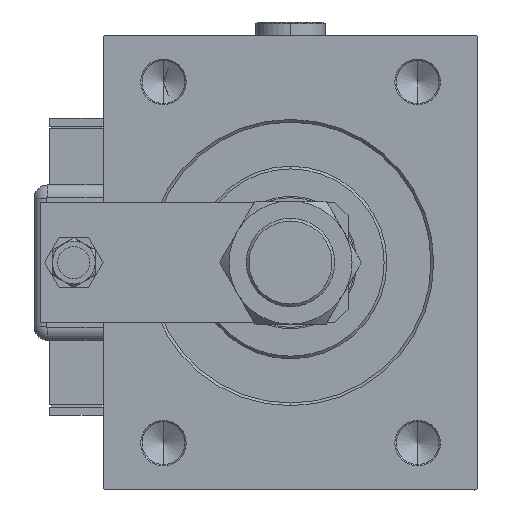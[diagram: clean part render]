
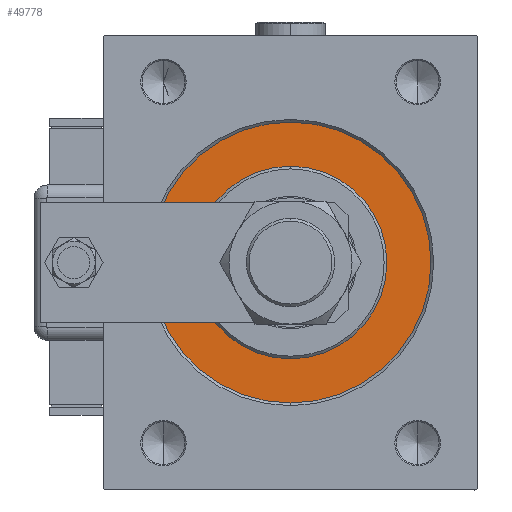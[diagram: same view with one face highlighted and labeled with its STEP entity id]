
A CAD part, left-side view. The second image highlights one B-rep face of the part: STEP entity #49778.
In plain terms, the highlighted face is planar.
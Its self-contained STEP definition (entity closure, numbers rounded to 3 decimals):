
#220 = DIRECTION ( 'NONE',  ( 0., 0., 1. ) ) ;
#412 = ORIENTED_EDGE ( 'NONE', *, *, #37620, .F. ) ;
#1670 = CIRCLE ( 'NONE', #46566, 52.5 ) ;
#1730 = CARTESIAN_POINT ( 'NONE',  ( 0., 0., 0. ) ) ;
#3871 = ORIENTED_EDGE ( 'NONE', *, *, #29240, .F. ) ;
#5567 = DIRECTION ( 'NONE',  ( 1., 0., 0. ) ) ;
#5773 = CARTESIAN_POINT ( 'NONE',  ( 0., 0., 0. ) ) ;
#9274 = AXIS2_PLACEMENT_3D ( 'NONE', #20422, #54583, #40217 ) ;
#10127 = DIRECTION ( 'NONE',  ( -1., 0., 0. ) ) ;
#14076 = CIRCLE ( 'NONE', #27337, 36. ) ;
#14419 = DIRECTION ( 'NONE',  ( -1., 0., 0. ) ) ;
#17348 = CARTESIAN_POINT ( 'NONE',  ( 0., 0., 0. ) ) ;
#17372 = VERTEX_POINT ( 'NONE', #22092 ) ;
#20422 = CARTESIAN_POINT ( 'NONE',  ( 0., 0., 0. ) ) ;
#20887 = VERTEX_POINT ( 'NONE', #54694 ) ;
#22092 = CARTESIAN_POINT ( 'NONE',  ( 0., 0., 36. ) ) ;
#22729 = VERTEX_POINT ( 'NONE', #30819 ) ;
#22943 = AXIS2_PLACEMENT_3D ( 'NONE', #43961, #10127, #220 ) ;
#23897 = EDGE_CURVE ( 'NONE', #20887, #51428, #1670, .T. ) ;
#24481 = PLANE ( 'NONE',  #22943 ) ;
#25560 = DIRECTION ( 'NONE',  ( 0., 0., 1. ) ) ;
#27337 = AXIS2_PLACEMENT_3D ( 'NONE', #1730, #5567, #39119 ) ;
#29240 = EDGE_CURVE ( 'NONE', #22729, #17372, #14076, .T. ) ;
#30819 = CARTESIAN_POINT ( 'NONE',  ( 0., 0., -36. ) ) ;
#32615 = ORIENTED_EDGE ( 'NONE', *, *, #46698, .F. ) ;
#36839 = CIRCLE ( 'NONE', #9274, 36. ) ;
#37098 = AXIS2_PLACEMENT_3D ( 'NONE', #17348, #42536, #46700 ) ;
#37620 = EDGE_CURVE ( 'NONE', #17372, #22729, #36839, .T. ) ;
#37859 = EDGE_LOOP ( 'NONE', ( #49833, #32615 ) ) ;
#39119 = DIRECTION ( 'NONE',  ( 0., 0., -1. ) ) ;
#40217 = DIRECTION ( 'NONE',  ( 0., 0., -1. ) ) ;
#42536 = DIRECTION ( 'NONE',  ( -1., 0., 0. ) ) ;
#43171 = CIRCLE ( 'NONE', #37098, 52.5 ) ;
#43814 = CARTESIAN_POINT ( 'NONE',  ( 0., 0., 52.5 ) ) ;
#43961 = CARTESIAN_POINT ( 'NONE',  ( 0., 0., 0. ) ) ;
#46566 = AXIS2_PLACEMENT_3D ( 'NONE', #5773, #14419, #25560 ) ;
#46698 = EDGE_CURVE ( 'NONE', #51428, #20887, #43171, .T. ) ;
#46700 = DIRECTION ( 'NONE',  ( 0., 0., 1. ) ) ;
#47809 = FACE_BOUND ( 'NONE', #48234, .T. ) ;
#48234 = EDGE_LOOP ( 'NONE', ( #412, #3871 ) ) ;
#49778 = ADVANCED_FACE ( 'NONE', ( #47809, #62811 ), #24481, .F. ) ;
#49833 = ORIENTED_EDGE ( 'NONE', *, *, #23897, .F. ) ;
#51428 = VERTEX_POINT ( 'NONE', #43814 ) ;
#54583 = DIRECTION ( 'NONE',  ( 1., 0., 0. ) ) ;
#54694 = CARTESIAN_POINT ( 'NONE',  ( 0., 0., -52.5 ) ) ;
#62811 = FACE_OUTER_BOUND ( 'NONE', #37859, .T. ) ;
